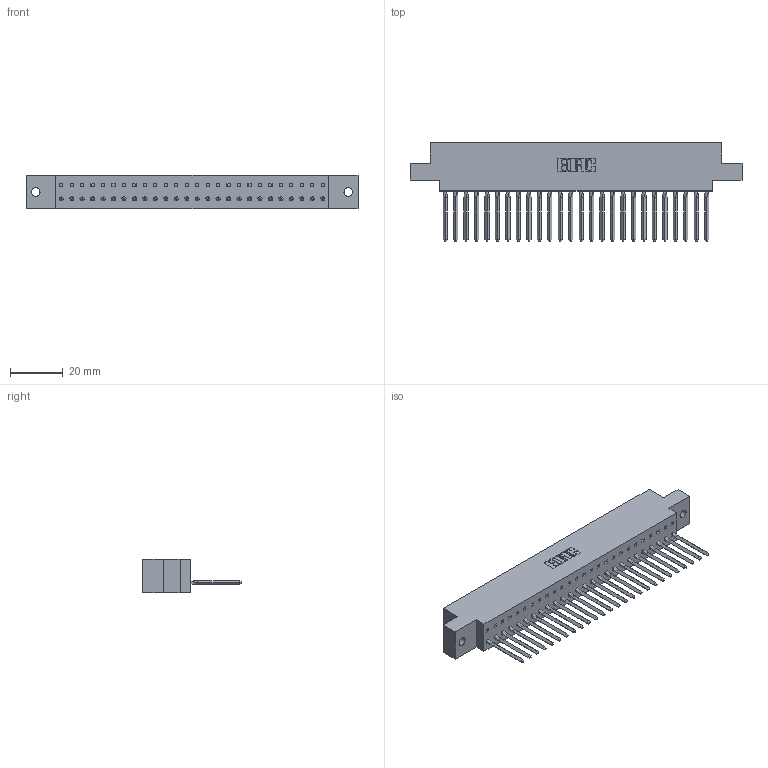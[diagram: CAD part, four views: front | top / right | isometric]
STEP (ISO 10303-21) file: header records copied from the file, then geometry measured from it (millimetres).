
FILE_DESCRIPTION (( 'STEP AP203' ), '1' );
FILE_NAME ('317-026-541-602.STEP', '2020-02-27T18:41:33', ( '' ), ( '' ), 'SwSTEP 2.0', 'SolidWorks 2016', '' );
FILE_SCHEMA (( 'CONFIG_CONTROL_DESIGN' ));
Length unit declared in the file: inch
Products named in the file (3): 317-026-541-602; 317 Part_.144 Dia; 317-290-002_541
Assembly tree (27 placements, depth 2):
  317-026-541-602
    317 Part_.144 Dia
    317-290-002_541  x26
Bounding box: 125.73 x 37.34 x 12.7 mm (x, y, z)
Volume: 19860.5 mm3; surface area: 27264.2 mm2
Topology: 27 solids, 27 shells, 4054 faces, 11559 edges, 7514 vertices
Faces by surface type: plane 3282, cylinder 668, bspline 104
Entity records: 40534 total; most frequent: CARTESIAN_POINT 7839, ORIENTED_EDGE 7118, DIRECTION 5835, EDGE_CURVE 3559, VECTOR 3195, LINE 3195, VERTEX_POINT 2364, AXIS2_PLACEMENT_3D 1320
